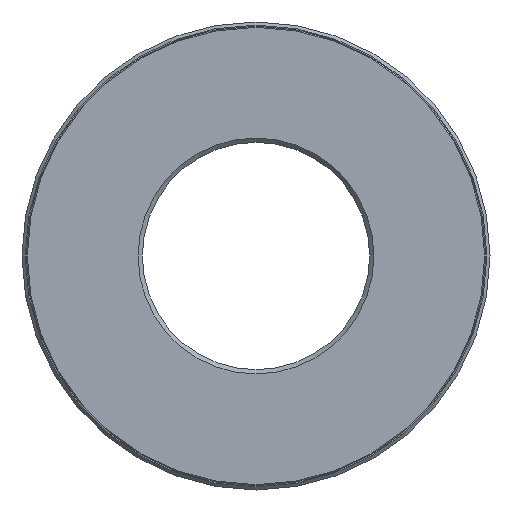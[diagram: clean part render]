
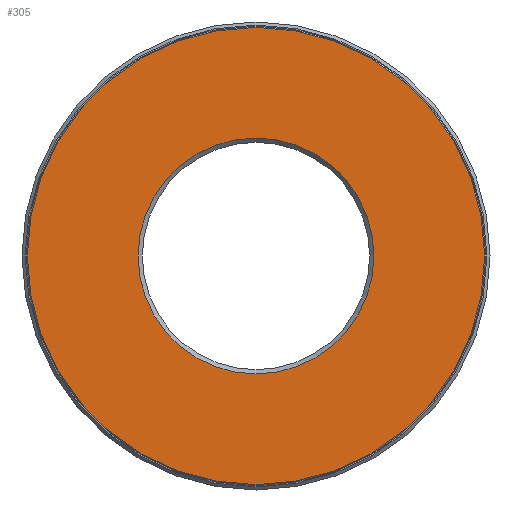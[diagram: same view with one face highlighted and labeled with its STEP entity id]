
A CAD part, front view. The second image highlights one B-rep face of the part: STEP entity #305.
In plain terms, the highlighted planar face has unit normal (0, -1, 0).
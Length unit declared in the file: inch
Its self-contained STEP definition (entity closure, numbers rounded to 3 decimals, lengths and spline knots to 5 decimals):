
#15 = EDGE_CURVE ( 'NONE', #592, #592, #392, .T. ) ;
#35 = ORIENTED_EDGE ( 'NONE', *, *, #15, .F. ) ;
#57 = DIRECTION ( 'NONE',  ( 0., 1., 0. ) ) ;
#64 = CIRCLE ( 'NONE', #567, 0.55125 ) ;
#69 = CARTESIAN_POINT ( 'NONE',  ( 0., 0., 0. ) ) ;
#71 = DIRECTION ( 'NONE',  ( 0., 0., 1. ) ) ;
#110 = DIRECTION ( 'NONE',  ( 0., 1., 0. ) ) ;
#113 = PLANE ( 'NONE',  #469 ) ;
#127 = FACE_BOUND ( 'NONE', #342, .T. ) ;
#175 = DIRECTION ( 'NONE',  ( 0., 1., 0. ) ) ;
#250 = CARTESIAN_POINT ( 'NONE',  ( 0., 0., 0.55125 ) ) ;
#272 = EDGE_CURVE ( 'NONE', #427, #427, #64, .T. ) ;
#279 = EDGE_LOOP ( 'NONE', ( #35 ) ) ;
#305 = ADVANCED_FACE ( 'NONE', ( #354, #127 ), #113, .F. ) ;
#342 = EDGE_LOOP ( 'NONE', ( #535 ) ) ;
#354 = FACE_OUTER_BOUND ( 'NONE', #279, .T. ) ;
#392 = CIRCLE ( 'NONE', #411, 1.06875 ) ;
#400 = CARTESIAN_POINT ( 'NONE',  ( 0., 0., 1.06875 ) ) ;
#401 = DIRECTION ( 'NONE',  ( 0., 0., 1. ) ) ;
#411 = AXIS2_PLACEMENT_3D ( 'NONE', #506, #175, #503 ) ;
#427 = VERTEX_POINT ( 'NONE', #250 ) ;
#469 = AXIS2_PLACEMENT_3D ( 'NONE', #69, #110, #71 ) ;
#497 = CARTESIAN_POINT ( 'NONE',  ( 0., 0., 0. ) ) ;
#503 = DIRECTION ( 'NONE',  ( 0., 0., 1. ) ) ;
#506 = CARTESIAN_POINT ( 'NONE',  ( 0., 0., 0. ) ) ;
#535 = ORIENTED_EDGE ( 'NONE', *, *, #272, .T. ) ;
#567 = AXIS2_PLACEMENT_3D ( 'NONE', #497, #57, #401 ) ;
#592 = VERTEX_POINT ( 'NONE', #400 ) ;
